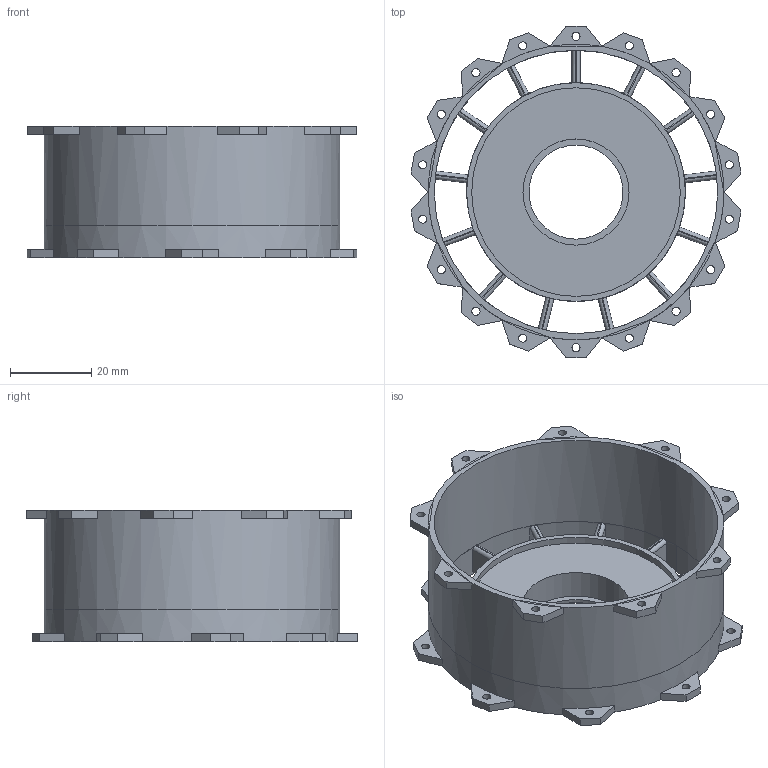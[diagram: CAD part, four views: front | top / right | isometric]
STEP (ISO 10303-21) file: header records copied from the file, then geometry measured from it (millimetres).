
FILE_DESCRIPTION(('FreeCAD Model'),'2;1');
FILE_NAME('Open CASCADE Shape Model','2024-05-18T13:15:22',('Author'),( ''),'Open CASCADE STEP processor 7.6','FreeCAD','Unknown');
FILE_SCHEMA(('AUTOMOTIVE_DESIGN { 1 0 10303 214 1 1 1 1 }'));
Length unit declared in the file: millimetre
Products named in the file (2): Rear-Hausing; Body066
Assembly tree (1 placements, depth 2):
  Rear-Hausing
    Body066
Bounding box: 81.46 x 81.83 x 32.5 mm (x, y, z)
Volume: 28332.6 mm3; surface area: 24823.5 mm2
Topology: 1 solids, 1 shells, 398 faces, 953 edges, 536 vertices
Faces by surface type: plane 193, cylinder 127, bspline 78
Full cylindrical faces by diameter (mm): 2 x18, 23.2 x1, 26.2 x1, 51.5 x1, 54 x1, 70 x1, 73 x2
Entity records: 13366 total; most frequent: CARTESIAN_POINT 4840, ORIENTED_EDGE 1906, DIRECTION 1588, EDGE_CURVE 953, AXIS2_PLACEMENT_3D 586, VERTEX_POINT 536, FACE_BOUND 441, EDGE_LOOP 441
